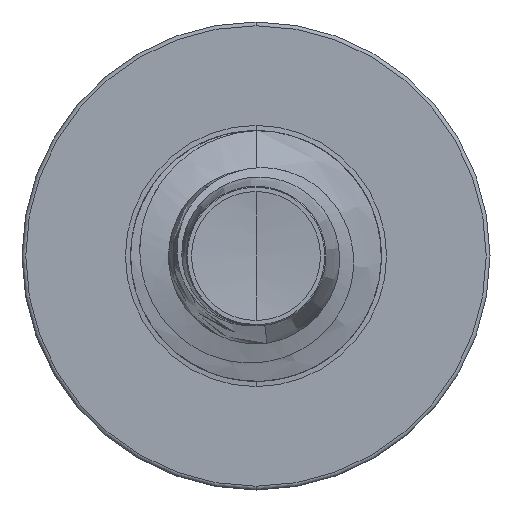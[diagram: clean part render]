
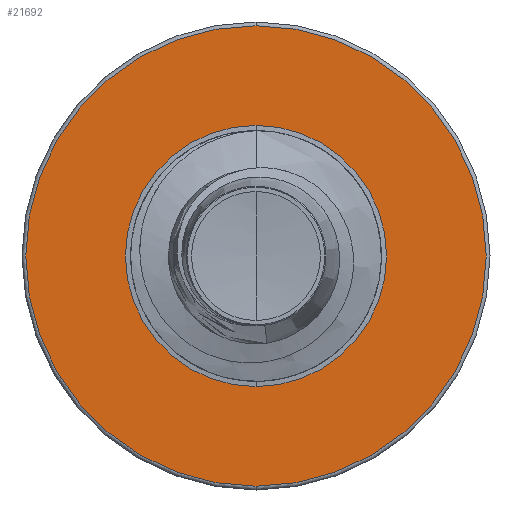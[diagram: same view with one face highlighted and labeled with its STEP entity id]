
A CAD part, front view. The second image highlights one B-rep face of the part: STEP entity #21692.
In plain terms, the highlighted planar face has unit normal (0, -1, 0).
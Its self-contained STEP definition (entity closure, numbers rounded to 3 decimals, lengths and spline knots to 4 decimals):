
#416 = FACE_OUTER_BOUND ( 'NONE', #17162, .T. ) ;
#814 = PLANE ( 'NONE',  #10792 ) ;
#1151 = VERTEX_POINT ( 'NONE', #17524 ) ;
#2182 = AXIS2_PLACEMENT_3D ( 'NONE', #11094, #24144, #12968 ) ;
#4015 = VERTEX_POINT ( 'NONE', #7499 ) ;
#4807 = CIRCLE ( 'NONE', #22197, 2.755 ) ;
#6208 = CARTESIAN_POINT ( 'NONE',  ( 0., 14., 0. ) ) ;
#6437 = EDGE_LOOP ( 'NONE', ( #20423, #9158 ) ) ;
#6587 = DIRECTION ( 'NONE',  ( 0., 1., 0. ) ) ;
#6597 = CARTESIAN_POINT ( 'NONE',  ( 0., 14., 2.755 ) ) ;
#7499 = CARTESIAN_POINT ( 'NONE',  ( 0., 14., -1.5624 ) ) ;
#8083 = DIRECTION ( 'NONE',  ( 0., 0., 1. ) ) ;
#8333 = CIRCLE ( 'NONE', #2182, 2.755 ) ;
#9158 = ORIENTED_EDGE ( 'NONE', *, *, #15166, .T. ) ;
#10166 = DIRECTION ( 'NONE',  ( 0., 1., 0. ) ) ;
#10374 = DIRECTION ( 'NONE',  ( 0., 1., 0. ) ) ;
#10792 = AXIS2_PLACEMENT_3D ( 'NONE', #15704, #10166, #23213 ) ;
#11094 = CARTESIAN_POINT ( 'NONE',  ( 0., 14., 0. ) ) ;
#11413 = EDGE_CURVE ( 'NONE', #1151, #4015, #19976, .T. ) ;
#12471 = VERTEX_POINT ( 'NONE', #22747 ) ;
#12793 = ORIENTED_EDGE ( 'NONE', *, *, #13363, .F. ) ;
#12968 = DIRECTION ( 'NONE',  ( 0., 0., 1. ) ) ;
#13363 = EDGE_CURVE ( 'NONE', #12471, #18353, #8333, .T. ) ;
#14708 = FACE_BOUND ( 'NONE', #6437, .T. ) ;
#15166 = EDGE_CURVE ( 'NONE', #4015, #1151, #24072, .T. ) ;
#15402 = EDGE_CURVE ( 'NONE', #18353, #12471, #4807, .T. ) ;
#15704 = CARTESIAN_POINT ( 'NONE',  ( 0., 14., -1.5624 ) ) ;
#17162 = EDGE_LOOP ( 'NONE', ( #19663, #12793 ) ) ;
#17524 = CARTESIAN_POINT ( 'NONE',  ( 0., 14., 1.5624 ) ) ;
#17692 = CARTESIAN_POINT ( 'NONE',  ( 0., 14., 0. ) ) ;
#18353 = VERTEX_POINT ( 'NONE', #6597 ) ;
#19192 = DIRECTION ( 'NONE',  ( 0., 1., 0. ) ) ;
#19572 = DIRECTION ( 'NONE',  ( 0., 0., 1. ) ) ;
#19663 = ORIENTED_EDGE ( 'NONE', *, *, #15402, .F. ) ;
#19976 = CIRCLE ( 'NONE', #21172, 1.5624 ) ;
#20423 = ORIENTED_EDGE ( 'NONE', *, *, #11413, .T. ) ;
#21172 = AXIS2_PLACEMENT_3D ( 'NONE', #6208, #19192, #8083 ) ;
#21546 = CARTESIAN_POINT ( 'NONE',  ( 0., 14., 0. ) ) ;
#21692 = ADVANCED_FACE ( 'NONE', ( #416, #14708 ), #814, .F. ) ;
#22197 = AXIS2_PLACEMENT_3D ( 'NONE', #21546, #10374, #23422 ) ;
#22747 = CARTESIAN_POINT ( 'NONE',  ( 0., 14., -2.755 ) ) ;
#23213 = DIRECTION ( 'NONE',  ( 0., 0., 1. ) ) ;
#23422 = DIRECTION ( 'NONE',  ( 0., 0., 1. ) ) ;
#23424 = AXIS2_PLACEMENT_3D ( 'NONE', #17692, #6587, #19572 ) ;
#24072 = CIRCLE ( 'NONE', #23424, 1.5624 ) ;
#24144 = DIRECTION ( 'NONE',  ( 0., 1., 0. ) ) ;
